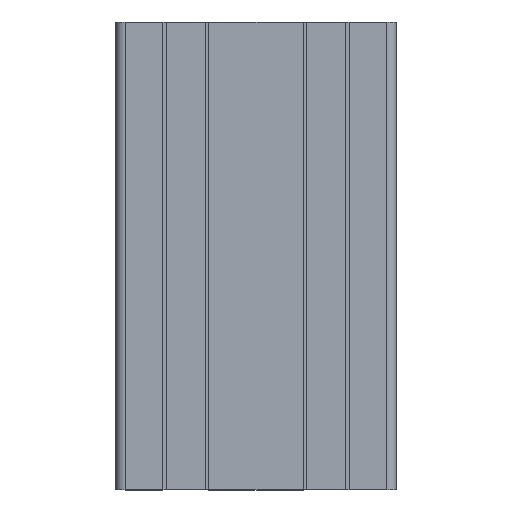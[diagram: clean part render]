
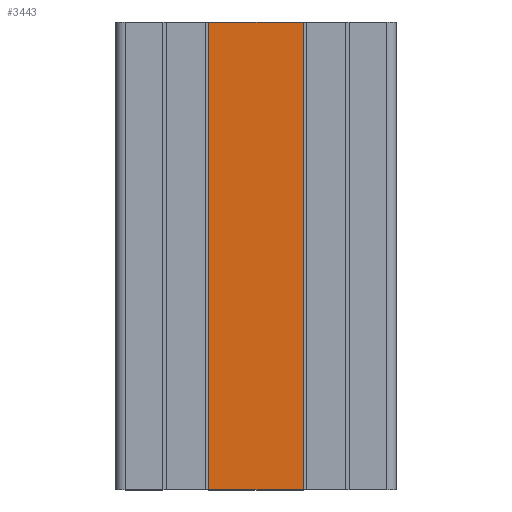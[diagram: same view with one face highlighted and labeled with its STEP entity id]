
A CAD part, top view. The second image highlights one B-rep face of the part: STEP entity #3443.
In plain terms, the highlighted planar face has unit normal (0, 0, 1).
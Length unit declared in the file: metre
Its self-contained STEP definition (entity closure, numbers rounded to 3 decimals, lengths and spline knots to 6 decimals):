
#85=PLANE('',#3724);
#229=FACE_OUTER_BOUND('',#403,.T.);
#403=EDGE_LOOP('',(#2633,#2634,#2635,#2636));
#705=LINE('',#5467,#1077);
#706=LINE('',#5470,#1078);
#707=LINE('',#5472,#1079);
#708=LINE('',#5473,#1080);
#1077=VECTOR('',#4438,0.1);
#1078=VECTOR('',#4441,0.0202);
#1079=VECTOR('',#4442,0.0202);
#1080=VECTOR('',#4443,0.1);
#1581=VERTEX_POINT('',#5463);
#1582=VERTEX_POINT('',#5465);
#1583=VERTEX_POINT('',#5469);
#1584=VERTEX_POINT('',#5471);
#2021=EDGE_CURVE('',#1582,#1581,#705,.T.);
#2022=EDGE_CURVE('',#1583,#1581,#706,.T.);
#2023=EDGE_CURVE('',#1584,#1582,#707,.T.);
#2024=EDGE_CURVE('',#1584,#1583,#708,.T.);
#2633=ORIENTED_EDGE('',*,*,#2022,.T.);
#2634=ORIENTED_EDGE('',*,*,#2021,.F.);
#2635=ORIENTED_EDGE('',*,*,#2023,.F.);
#2636=ORIENTED_EDGE('',*,*,#2024,.T.);
#3443=ADVANCED_FACE('',(#229),#85,.F.);
#3724=AXIS2_PLACEMENT_3D('',#5468,#4439,#4440);
#4438=DIRECTION('',(0.,1.,0.));
#4439=DIRECTION('center_axis',(0.,0.,-1.));
#4440=DIRECTION('ref_axis',(-1.,0.,0.));
#4441=DIRECTION('',(-1.,0.,0.));
#4442=DIRECTION('',(-1.,0.,0.));
#4443=DIRECTION('',(0.,1.,0.));
#5463=CARTESIAN_POINT('',(0.021269,0.124605,0.13));
#5465=CARTESIAN_POINT('',(0.021269,0.024605,0.13));
#5467=CARTESIAN_POINT('',(0.021269,0.024605,0.13));
#5468=CARTESIAN_POINT('Origin',(0.021269,-0.875395,0.13));
#5469=CARTESIAN_POINT('',(0.041469,0.124605,0.13));
#5470=CARTESIAN_POINT('',(0.041469,0.124605,0.13));
#5471=CARTESIAN_POINT('',(0.041469,0.024605,0.13));
#5472=CARTESIAN_POINT('',(0.041469,0.024605,0.13));
#5473=CARTESIAN_POINT('',(0.041469,0.024605,0.13));
